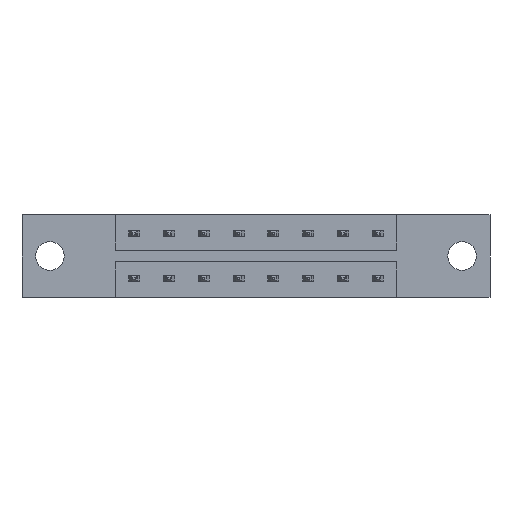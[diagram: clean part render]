
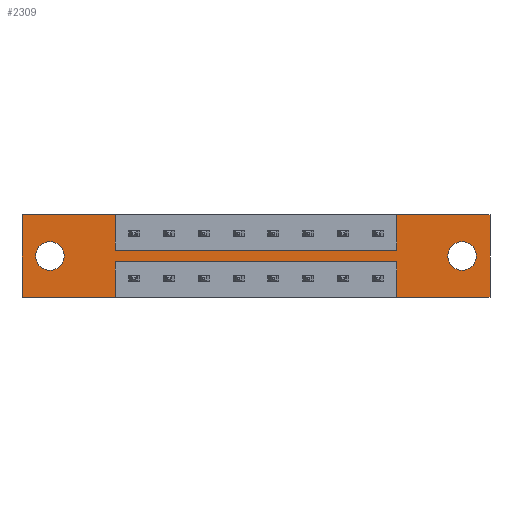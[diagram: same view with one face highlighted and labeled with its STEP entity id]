
A CAD part, front view. The second image highlights one B-rep face of the part: STEP entity #2309.
In plain terms, the highlighted planar face has unit normal (0, -1, 0).
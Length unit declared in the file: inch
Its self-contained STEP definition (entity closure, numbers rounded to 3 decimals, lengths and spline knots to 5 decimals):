
#99 = CARTESIAN_POINT ( 'NONE',  ( 0.4175, 0., -0.2115 ) ) ;
#156 = VECTOR ( 'NONE', #6301, 39.37008 ) ;
#189 = ORIENTED_EDGE ( 'NONE', *, *, #7839, .F. ) ;
#348 = CARTESIAN_POINT ( 'NONE',  ( 0.4175, 0., -0.1585 ) ) ;
#358 = AXIS2_PLACEMENT_3D ( 'NONE', #7538, #876, #5357 ) ;
#464 = ORIENTED_EDGE ( 'NONE', *, *, #1225, .F. ) ;
#569 = DIRECTION ( 'NONE',  ( 0., 0., -1. ) ) ;
#572 = LINE ( 'NONE', #1205, #5954 ) ;
#576 = ORIENTED_EDGE ( 'NONE', *, *, #8089, .F. ) ;
#621 = ORIENTED_EDGE ( 'NONE', *, *, #3498, .F. ) ;
#648 = CARTESIAN_POINT ( 'NONE',  ( 0.125, 0., -0.185 ) ) ;
#707 = DIRECTION ( 'NONE',  ( 0., 0., 1. ) ) ;
#717 = LINE ( 'NONE', #4272, #5772 ) ;
#876 = DIRECTION ( 'NONE',  ( 0., 1., 0. ) ) ;
#936 = VECTOR ( 'NONE', #4676, 39.37008 ) ;
#1136 = EDGE_CURVE ( 'NONE', #5727, #3117, #1314, .T. ) ;
#1157 = CARTESIAN_POINT ( 'NONE',  ( 0.125, 0., -0.185 ) ) ;
#1205 = CARTESIAN_POINT ( 'NONE',  ( 0., 0., 0. ) ) ;
#1225 = EDGE_CURVE ( 'NONE', #3111, #5697, #5978, .T. ) ;
#1243 = VECTOR ( 'NONE', #1843, 39.37008 ) ;
#1250 = DIRECTION ( 'NONE',  ( 0., 1., 0. ) ) ;
#1314 = LINE ( 'NONE', #9329, #5263 ) ;
#1368 = EDGE_LOOP ( 'NONE', ( #621, #8838, #8309, #8012, #5207, #576, #2657, #7480, #189, #4760, #4071, #464 ) ) ;
#1679 = CIRCLE ( 'NONE', #1837, 0.064 ) ;
#1686 = DIRECTION ( 'NONE',  ( 0., 0., -1. ) ) ;
#1713 = DIRECTION ( 'NONE',  ( 1., 0., 0. ) ) ;
#1744 = CARTESIAN_POINT ( 'NONE',  ( 0.4175, 0., 0. ) ) ;
#1771 = LINE ( 'NONE', #3128, #7325 ) ;
#1837 = AXIS2_PLACEMENT_3D ( 'NONE', #4122, #7081, #2287 ) ;
#1843 = DIRECTION ( 'NONE',  ( -1., 0., 0. ) ) ;
#1888 = CARTESIAN_POINT ( 'NONE',  ( 2.096, 0., -0.37 ) ) ;
#1891 = CARTESIAN_POINT ( 'NONE',  ( 0.4175, 0., -0.2115 ) ) ;
#2287 = DIRECTION ( 'NONE',  ( 0., 0., -1. ) ) ;
#2301 = CARTESIAN_POINT ( 'NONE',  ( 0., 0., -0.37 ) ) ;
#2309 = ADVANCED_FACE ( 'NONE', ( #5622, #9408, #8589 ), #5040, .T. ) ;
#2363 = EDGE_CURVE ( 'NONE', #6512, #3971, #5101, .T. ) ;
#2375 = EDGE_CURVE ( 'NONE', #6046, #5757, #1679, .T. ) ;
#2599 = DIRECTION ( 'NONE',  ( 1., 0., 0. ) ) ;
#2657 = ORIENTED_EDGE ( 'NONE', *, *, #4408, .F. ) ;
#2667 = DIRECTION ( 'NONE',  ( 0., 0., -1. ) ) ;
#2694 = CARTESIAN_POINT ( 'NONE',  ( 0.4175, 0., -0.1585 ) ) ;
#3049 = DIRECTION ( 'NONE',  ( -1., 0., 0. ) ) ;
#3054 = CARTESIAN_POINT ( 'NONE',  ( 0.4175, 0., -0.2115 ) ) ;
#3111 = VERTEX_POINT ( 'NONE', #4047 ) ;
#3117 = VERTEX_POINT ( 'NONE', #1888 ) ;
#3128 = CARTESIAN_POINT ( 'NONE',  ( 0.4175, 0., -0.1585 ) ) ;
#3166 = EDGE_CURVE ( 'NONE', #6196, #7698, #7911, .T. ) ;
#3341 = CARTESIAN_POINT ( 'NONE',  ( 1.6785, 0., -0.2115 ) ) ;
#3361 = EDGE_CURVE ( 'NONE', #3117, #7417, #4596, .T. ) ;
#3465 = EDGE_CURVE ( 'NONE', #6594, #6063, #8436, .T. ) ;
#3498 = EDGE_CURVE ( 'NONE', #7417, #3111, #4796, .T. ) ;
#3576 = DIRECTION ( 'NONE',  ( 0., -1., 0. ) ) ;
#3586 = VERTEX_POINT ( 'NONE', #4948 ) ;
#3630 = CARTESIAN_POINT ( 'NONE',  ( 0., 0., 0. ) ) ;
#3971 = VERTEX_POINT ( 'NONE', #7219 ) ;
#4047 = CARTESIAN_POINT ( 'NONE',  ( 1.6785, 0., -0.2115 ) ) ;
#4060 = VECTOR ( 'NONE', #1686, 39.37008 ) ;
#4071 = ORIENTED_EDGE ( 'NONE', *, *, #4713, .F. ) ;
#4115 = EDGE_CURVE ( 'NONE', #3971, #6512, #8550, .T. ) ;
#4122 = CARTESIAN_POINT ( 'NONE',  ( 1.971, 0., -0.185 ) ) ;
#4272 = CARTESIAN_POINT ( 'NONE',  ( 1.6785, 0., -0.1585 ) ) ;
#4304 = CARTESIAN_POINT ( 'NONE',  ( 0., 0., 0. ) ) ;
#4348 = LINE ( 'NONE', #4304, #5034 ) ;
#4408 = EDGE_CURVE ( 'NONE', #6063, #8204, #4622, .T. ) ;
#4596 = LINE ( 'NONE', #2301, #7287 ) ;
#4622 = LINE ( 'NONE', #348, #936 ) ;
#4676 = DIRECTION ( 'NONE',  ( 0., 0., -1. ) ) ;
#4713 = EDGE_CURVE ( 'NONE', #5697, #6196, #7335, .T. ) ;
#4740 = ORIENTED_EDGE ( 'NONE', *, *, #4115, .T. ) ;
#4760 = ORIENTED_EDGE ( 'NONE', *, *, #3166, .F. ) ;
#4796 = LINE ( 'NONE', #3341, #156 ) ;
#4844 = DIRECTION ( 'NONE',  ( 0., 0., 1. ) ) ;
#4898 = CARTESIAN_POINT ( 'NONE',  ( 0., 0., -0.37 ) ) ;
#4948 = CARTESIAN_POINT ( 'NONE',  ( 1.6785, 0., -0.1585 ) ) ;
#4953 = DIRECTION ( 'NONE',  ( 1., 0., 0. ) ) ;
#4978 = CARTESIAN_POINT ( 'NONE',  ( 1.971, 0., -0.249 ) ) ;
#5034 = VECTOR ( 'NONE', #707, 39.37008 ) ;
#5040 = PLANE ( 'NONE',  #5252 ) ;
#5071 = EDGE_CURVE ( 'NONE', #3586, #7981, #717, .T. ) ;
#5101 = CIRCLE ( 'NONE', #6656, 0.064 ) ;
#5124 = DIRECTION ( 'NONE',  ( 0., 1., 0. ) ) ;
#5207 = ORIENTED_EDGE ( 'NONE', *, *, #5071, .F. ) ;
#5252 = AXIS2_PLACEMENT_3D ( 'NONE', #4898, #3576, #569 ) ;
#5263 = VECTOR ( 'NONE', #2667, 39.37008 ) ;
#5289 = DIRECTION ( 'NONE',  ( -1., 0., 0. ) ) ;
#5357 = DIRECTION ( 'NONE',  ( 0., 0., -1. ) ) ;
#5622 = FACE_BOUND ( 'NONE', #8226, .T. ) ;
#5648 = CARTESIAN_POINT ( 'NONE',  ( 2.096, 0., 0. ) ) ;
#5697 = VERTEX_POINT ( 'NONE', #1891 ) ;
#5727 = VERTEX_POINT ( 'NONE', #5648 ) ;
#5757 = VERTEX_POINT ( 'NONE', #4978 ) ;
#5772 = VECTOR ( 'NONE', #5783, 39.37008 ) ;
#5783 = DIRECTION ( 'NONE',  ( 0., 0., 1. ) ) ;
#5878 = VECTOR ( 'NONE', #3049, 39.37008 ) ;
#5916 = CARTESIAN_POINT ( 'NONE',  ( 1.6785, 0., -0.37 ) ) ;
#5954 = VECTOR ( 'NONE', #4953, 39.37008 ) ;
#5978 = LINE ( 'NONE', #99, #5878 ) ;
#6046 = VERTEX_POINT ( 'NONE', #6217 ) ;
#6063 = VERTEX_POINT ( 'NONE', #1744 ) ;
#6196 = VERTEX_POINT ( 'NONE', #8503 ) ;
#6197 = CARTESIAN_POINT ( 'NONE',  ( 0., 0., 0. ) ) ;
#6217 = CARTESIAN_POINT ( 'NONE',  ( 1.971, 0., -0.121 ) ) ;
#6301 = DIRECTION ( 'NONE',  ( 0., 0., 1. ) ) ;
#6438 = ORIENTED_EDGE ( 'NONE', *, *, #6518, .T. ) ;
#6512 = VERTEX_POINT ( 'NONE', #7986 ) ;
#6518 = EDGE_CURVE ( 'NONE', #5757, #6046, #7645, .T. ) ;
#6594 = VERTEX_POINT ( 'NONE', #3630 ) ;
#6656 = AXIS2_PLACEMENT_3D ( 'NONE', #1157, #1250, #4844 ) ;
#7081 = DIRECTION ( 'NONE',  ( 0., 1., 0. ) ) ;
#7219 = CARTESIAN_POINT ( 'NONE',  ( 0.125, 0., -0.249 ) ) ;
#7245 = EDGE_LOOP ( 'NONE', ( #8801, #4740 ) ) ;
#7287 = VECTOR ( 'NONE', #5289, 39.37008 ) ;
#7325 = VECTOR ( 'NONE', #1713, 39.37008 ) ;
#7335 = LINE ( 'NONE', #3054, #4060 ) ;
#7417 = VERTEX_POINT ( 'NONE', #5916 ) ;
#7480 = ORIENTED_EDGE ( 'NONE', *, *, #3465, .F. ) ;
#7538 = CARTESIAN_POINT ( 'NONE',  ( 1.971, 0., -0.185 ) ) ;
#7608 = AXIS2_PLACEMENT_3D ( 'NONE', #648, #5124, #8811 ) ;
#7645 = CIRCLE ( 'NONE', #358, 0.064 ) ;
#7698 = VERTEX_POINT ( 'NONE', #8547 ) ;
#7811 = EDGE_CURVE ( 'NONE', #7981, #5727, #572, .T. ) ;
#7839 = EDGE_CURVE ( 'NONE', #7698, #6594, #4348, .T. ) ;
#7911 = LINE ( 'NONE', #9285, #1243 ) ;
#7981 = VERTEX_POINT ( 'NONE', #8963 ) ;
#7986 = CARTESIAN_POINT ( 'NONE',  ( 0.125, 0., -0.121 ) ) ;
#8012 = ORIENTED_EDGE ( 'NONE', *, *, #7811, .F. ) ;
#8038 = ORIENTED_EDGE ( 'NONE', *, *, #2375, .T. ) ;
#8089 = EDGE_CURVE ( 'NONE', #8204, #3586, #1771, .T. ) ;
#8204 = VERTEX_POINT ( 'NONE', #2694 ) ;
#8226 = EDGE_LOOP ( 'NONE', ( #8038, #6438 ) ) ;
#8309 = ORIENTED_EDGE ( 'NONE', *, *, #1136, .F. ) ;
#8436 = LINE ( 'NONE', #6197, #9311 ) ;
#8503 = CARTESIAN_POINT ( 'NONE',  ( 0.4175, 0., -0.37 ) ) ;
#8547 = CARTESIAN_POINT ( 'NONE',  ( 0., 0., -0.37 ) ) ;
#8550 = CIRCLE ( 'NONE', #7608, 0.064 ) ;
#8589 = FACE_OUTER_BOUND ( 'NONE', #1368, .T. ) ;
#8801 = ORIENTED_EDGE ( 'NONE', *, *, #2363, .T. ) ;
#8811 = DIRECTION ( 'NONE',  ( 0., 0., 1. ) ) ;
#8838 = ORIENTED_EDGE ( 'NONE', *, *, #3361, .F. ) ;
#8963 = CARTESIAN_POINT ( 'NONE',  ( 1.6785, 0., 0. ) ) ;
#9285 = CARTESIAN_POINT ( 'NONE',  ( 0., 0., -0.37 ) ) ;
#9311 = VECTOR ( 'NONE', #2599, 39.37008 ) ;
#9329 = CARTESIAN_POINT ( 'NONE',  ( 2.096, 0., 0. ) ) ;
#9408 = FACE_BOUND ( 'NONE', #7245, .T. ) ;
